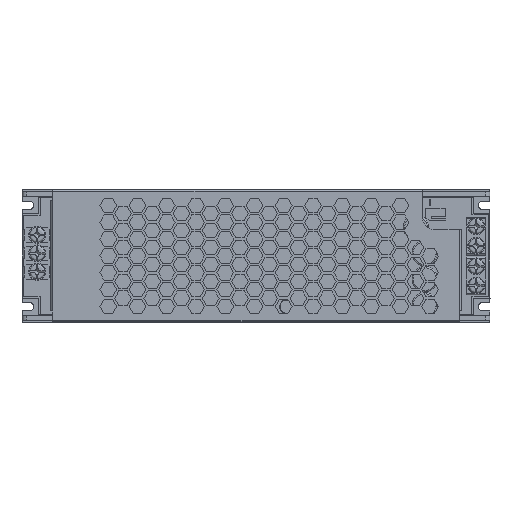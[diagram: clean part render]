
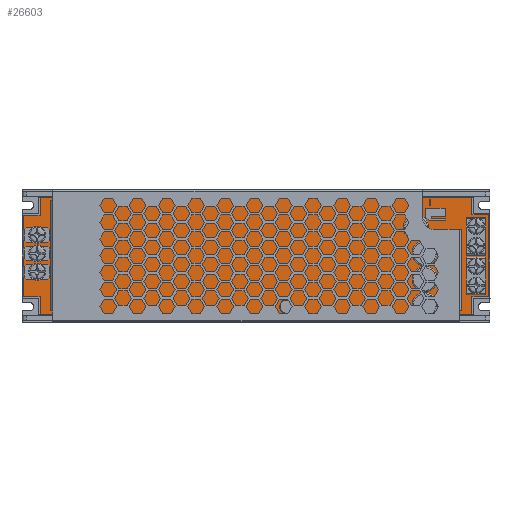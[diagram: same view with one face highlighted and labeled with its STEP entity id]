
A CAD part, top view. The second image highlights one B-rep face of the part: STEP entity #26603.
In plain terms, the highlighted planar face has unit normal (0, 0, 1).
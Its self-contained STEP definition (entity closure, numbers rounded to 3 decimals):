
#926=FACE_OUTER_BOUND('',#2277,.T.);
#2277=EDGE_LOOP('',(#18477,#18478,#18479,#18480,#18481,#18482,#18483,#18484,
#18485,#18486,#18487,#18488));
#4304=LINE('',#37972,#7805);
#4357=LINE('',#38079,#7858);
#4360=LINE('',#38084,#7861);
#4362=LINE('',#38088,#7863);
#4364=LINE('',#38092,#7865);
#4366=LINE('',#38095,#7867);
#4367=LINE('',#38098,#7868);
#4368=LINE('',#38100,#7869);
#4369=LINE('',#38102,#7870);
#4370=LINE('',#38104,#7871);
#4371=LINE('',#38106,#7872);
#4372=LINE('',#38107,#7873);
#7805=VECTOR('',#30176,1000.);
#7858=VECTOR('',#30261,1000.);
#7861=VECTOR('',#30266,1000.);
#7863=VECTOR('',#30270,1000.);
#7865=VECTOR('',#30274,1000.);
#7867=VECTOR('',#30278,1000.);
#7868=VECTOR('',#30281,1000.);
#7869=VECTOR('',#30282,1000.);
#7870=VECTOR('',#30283,1000.);
#7871=VECTOR('',#30284,1000.);
#7872=VECTOR('',#30285,1000.);
#7873=VECTOR('',#30286,1000.);
#11229=VERTEX_POINT('',#37969);
#11230=VERTEX_POINT('',#37971);
#11267=VERTEX_POINT('',#38077);
#11268=VERTEX_POINT('',#38078);
#11269=VERTEX_POINT('',#38083);
#11270=VERTEX_POINT('',#38087);
#11271=VERTEX_POINT('',#38091);
#11272=VERTEX_POINT('',#38097);
#11273=VERTEX_POINT('',#38099);
#11274=VERTEX_POINT('',#38101);
#11275=VERTEX_POINT('',#38103);
#11276=VERTEX_POINT('',#38105);
#13986=EDGE_CURVE('',#11230,#11229,#4304,.T.);
#14039=EDGE_CURVE('',#11267,#11268,#4357,.T.);
#14042=EDGE_CURVE('',#11229,#11269,#4360,.T.);
#14044=EDGE_CURVE('',#11269,#11270,#4362,.T.);
#14046=EDGE_CURVE('',#11270,#11271,#4364,.T.);
#14048=EDGE_CURVE('',#11271,#11267,#4366,.T.);
#14049=EDGE_CURVE('',#11268,#11272,#4367,.T.);
#14050=EDGE_CURVE('',#11272,#11273,#4368,.T.);
#14051=EDGE_CURVE('',#11273,#11274,#4369,.T.);
#14052=EDGE_CURVE('',#11274,#11275,#4370,.T.);
#14053=EDGE_CURVE('',#11275,#11276,#4371,.T.);
#14054=EDGE_CURVE('',#11276,#11230,#4372,.T.);
#18477=ORIENTED_EDGE('',*,*,#14048,.T.);
#18478=ORIENTED_EDGE('',*,*,#14039,.T.);
#18479=ORIENTED_EDGE('',*,*,#14049,.T.);
#18480=ORIENTED_EDGE('',*,*,#14050,.T.);
#18481=ORIENTED_EDGE('',*,*,#14051,.T.);
#18482=ORIENTED_EDGE('',*,*,#14052,.T.);
#18483=ORIENTED_EDGE('',*,*,#14053,.T.);
#18484=ORIENTED_EDGE('',*,*,#14054,.T.);
#18485=ORIENTED_EDGE('',*,*,#13986,.T.);
#18486=ORIENTED_EDGE('',*,*,#14042,.T.);
#18487=ORIENTED_EDGE('',*,*,#14044,.T.);
#18488=ORIENTED_EDGE('',*,*,#14046,.T.);
#25342=PLANE('',#28023);
#26603=ADVANCED_FACE('',(#926),#25342,.T.);
#28023=AXIS2_PLACEMENT_3D('',#38096,#30279,#30280);
#30176=DIRECTION('',(-1.,0.,0.));
#30261=DIRECTION('',(0.,-1.,0.));
#30266=DIRECTION('',(0.,-1.,0.));
#30270=DIRECTION('',(-1.,0.,0.));
#30274=DIRECTION('',(0.,-1.,0.));
#30278=DIRECTION('',(1.,0.,0.));
#30279=DIRECTION('center_axis',(0.,0.,1.));
#30280=DIRECTION('ref_axis',(1.,0.,0.));
#30281=DIRECTION('',(1.,0.,0.));
#30282=DIRECTION('',(0.,1.,0.));
#30283=DIRECTION('',(1.,0.,0.));
#30284=DIRECTION('',(0.,1.,0.));
#30285=DIRECTION('',(-1.,0.,0.));
#30286=DIRECTION('',(0.,1.,0.));
#37969=CARTESIAN_POINT('',(7.494,51.6,2.5));
#37971=CARTESIAN_POINT('',(186.481,51.6,2.5));
#37972=CARTESIAN_POINT('',(96.987,51.6,2.5));
#38077=CARTESIAN_POINT('',(7.494,10.509,2.5));
#38078=CARTESIAN_POINT('',(7.494,3.4,2.5));
#38079=CARTESIAN_POINT('',(7.494,6.955,2.5));
#38083=CARTESIAN_POINT('',(7.494,44.492,2.5));
#38084=CARTESIAN_POINT('',(7.494,48.046,2.5));
#38087=CARTESIAN_POINT('',(0.5,44.492,2.5));
#38088=CARTESIAN_POINT('',(3.997,44.492,2.5));
#38091=CARTESIAN_POINT('',(0.5,10.509,2.5));
#38092=CARTESIAN_POINT('',(0.5,27.5,2.5));
#38095=CARTESIAN_POINT('',(3.997,10.509,2.5));
#38096=CARTESIAN_POINT('Origin',(0.5,3.4,2.5));
#38097=CARTESIAN_POINT('',(186.481,3.4,2.5));
#38098=CARTESIAN_POINT('',(96.987,3.4,2.5));
#38099=CARTESIAN_POINT('',(186.481,10.509,2.5));
#38100=CARTESIAN_POINT('',(186.481,27.5,2.5));
#38101=CARTESIAN_POINT('',(193.475,10.509,2.5));
#38102=CARTESIAN_POINT('',(96.987,10.509,2.5));
#38103=CARTESIAN_POINT('',(193.475,44.517,2.5));
#38104=CARTESIAN_POINT('',(193.475,27.5,2.5));
#38105=CARTESIAN_POINT('',(186.481,44.517,2.5));
#38106=CARTESIAN_POINT('',(96.987,44.517,2.5));
#38107=CARTESIAN_POINT('',(186.481,27.5,2.5));
